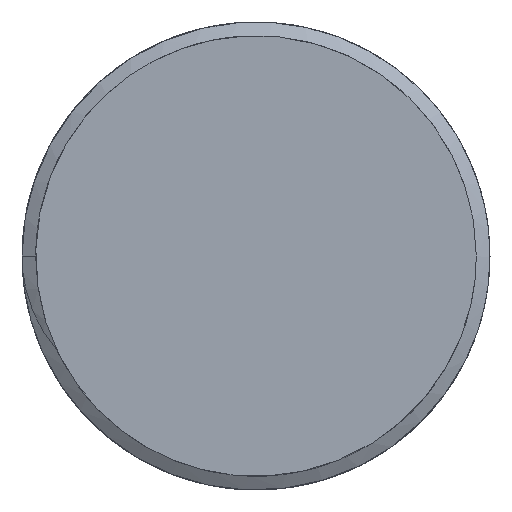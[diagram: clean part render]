
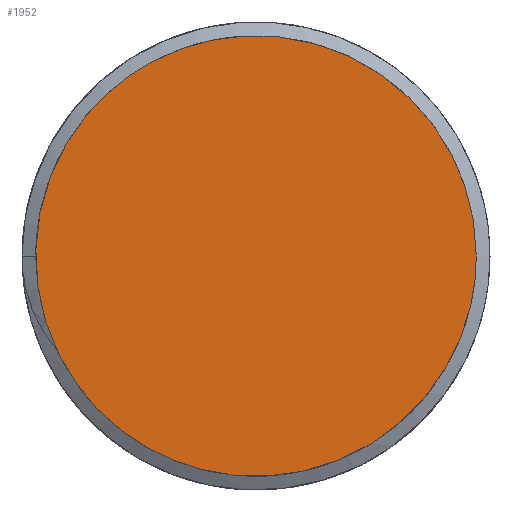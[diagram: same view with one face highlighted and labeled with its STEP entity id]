
A CAD part, left-side view. The second image highlights one B-rep face of the part: STEP entity #1952.
In plain terms, the highlighted free-form (B-spline) face has degree [1, 1] with [2, 2] control points.
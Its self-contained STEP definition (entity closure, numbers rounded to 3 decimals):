
#1933=CARTESIAN_POINT('',(1.35,18.146,-15.909));
#1934=CARTESIAN_POINT('',(1.35,18.146,15.909));
#1935=CARTESIAN_POINT('',(1.35,-13.672,-15.909));
#1936=CARTESIAN_POINT('',(1.35,-13.672,15.909));
#1937=B_SPLINE_SURFACE_WITH_KNOTS('',1,1,((#1933,#1934),(#1935,#1936)),.PLANE_SURF.,.F.,.F.,.U.,(2,2),(2,2),(0.,1.),(0.,1.),.UNSPECIFIED.);
#1938=CARTESIAN_POINT('',(1.35,-8.35,0.));
#1939=VERTEX_POINT('',#1938);
#1940=CARTESIAN_POINT('',(1.35,-8.35,0.));
#1941=CARTESIAN_POINT('',(1.35,-8.35,14.463));
#1942=CARTESIAN_POINT('',(1.35,4.175,7.231));
#1943=CARTESIAN_POINT('',(1.35,16.7,0.));
#1944=CARTESIAN_POINT('',(1.35,4.175,-7.231));
#1945=CARTESIAN_POINT('',(1.35,-8.35,-14.463));
#1946=CARTESIAN_POINT('',(1.35,-8.35,0.));
#1947=(BOUNDED_CURVE()B_SPLINE_CURVE(2,(#1940,#1941,#1942,#1943,#1944,#1945,#1946),.CIRCULAR_ARC.,.T.,.U.)B_SPLINE_CURVE_WITH_KNOTS((3,2,2,3),(0.,0.333,0.667,1.),.UNSPECIFIED.)CURVE()GEOMETRIC_REPRESENTATION_ITEM()RATIONAL_B_SPLINE_CURVE((1.,0.5,1.,0.5,1.,0.5,1.))REPRESENTATION_ITEM(''));
#1948=EDGE_CURVE('',#1939,#1939,#1947,.T.);
#1949=ORIENTED_EDGE('',*,*,#1948,.T.);
#1950=EDGE_LOOP('',(#1949));
#1951=FACE_OUTER_BOUND('',#1950,.T.);
#1952=ADVANCED_FACE('',(#1951),#1937,.T.);
